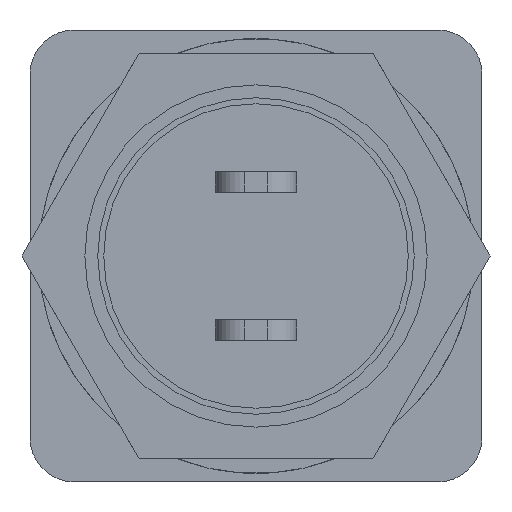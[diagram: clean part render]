
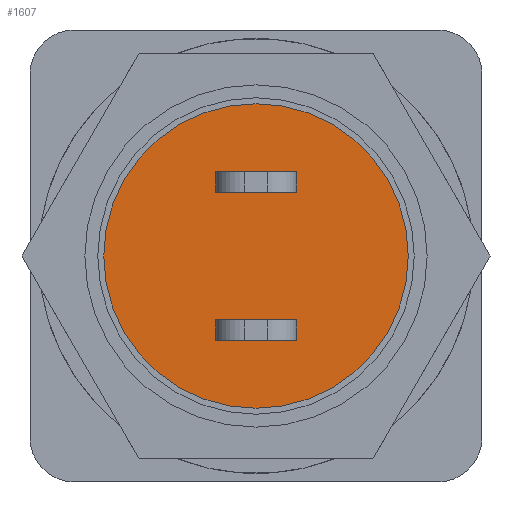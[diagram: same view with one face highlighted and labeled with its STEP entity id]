
A CAD part, front view. The second image highlights one B-rep face of the part: STEP entity #1607.
In plain terms, the highlighted planar face has unit normal (0, -1, 0).
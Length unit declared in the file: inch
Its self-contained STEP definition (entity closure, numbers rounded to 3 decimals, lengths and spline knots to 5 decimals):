
#28=FACE_BOUND('',#560,.T.);
#29=FACE_BOUND('',#561,.T.);
#79=PLANE('',#1799);
#141=LINE('',#2586,#271);
#150=LINE('',#2613,#280);
#156=LINE('',#2626,#286);
#158=LINE('',#2630,#288);
#159=LINE('',#2632,#289);
#160=LINE('',#2635,#290);
#163=LINE('',#2640,#293);
#164=LINE('',#2642,#294);
#271=VECTOR('',#2015,0.3937);
#280=VECTOR('',#2040,0.3937);
#286=VECTOR('',#2054,0.3937);
#288=VECTOR('',#2058,0.3937);
#289=VECTOR('',#2061,0.3937);
#290=VECTOR('',#2064,0.3937);
#293=VECTOR('',#2069,0.3937);
#294=VECTOR('',#2072,0.3937);
#460=FACE_OUTER_BOUND('',#559,.T.);
#559=EDGE_LOOP('',(#1408));
#560=EDGE_LOOP('',(#1409,#1410,#1411,#1412));
#561=EDGE_LOOP('',(#1413,#1414,#1415,#1416));
#646=CIRCLE('',#1797,0.2055);
#720=VERTEX_POINT('',#2583);
#721=VERTEX_POINT('',#2585);
#730=VERTEX_POINT('',#2610);
#731=VERTEX_POINT('',#2612);
#734=VERTEX_POINT('',#2624);
#735=VERTEX_POINT('',#2628);
#736=VERTEX_POINT('',#2634);
#737=VERTEX_POINT('',#2638);
#778=VERTEX_POINT('',#2800);
#885=EDGE_CURVE('',#721,#720,#141,.T.);
#898=EDGE_CURVE('',#731,#730,#150,.T.);
#905=EDGE_CURVE('',#720,#734,#156,.T.);
#907=EDGE_CURVE('',#734,#735,#158,.T.);
#908=EDGE_CURVE('',#735,#721,#159,.T.);
#909=EDGE_CURVE('',#736,#731,#160,.T.);
#912=EDGE_CURVE('',#730,#737,#163,.T.);
#913=EDGE_CURVE('',#737,#736,#164,.T.);
#990=EDGE_CURVE('',#778,#778,#646,.T.);
#1408=ORIENTED_EDGE('',*,*,#990,.T.);
#1409=ORIENTED_EDGE('',*,*,#885,.T.);
#1410=ORIENTED_EDGE('',*,*,#905,.T.);
#1411=ORIENTED_EDGE('',*,*,#907,.T.);
#1412=ORIENTED_EDGE('',*,*,#908,.T.);
#1413=ORIENTED_EDGE('',*,*,#909,.T.);
#1414=ORIENTED_EDGE('',*,*,#898,.T.);
#1415=ORIENTED_EDGE('',*,*,#912,.T.);
#1416=ORIENTED_EDGE('',*,*,#913,.T.);
#1607=ADVANCED_FACE('',(#460,#28,#29),#79,.T.);
#1797=AXIS2_PLACEMENT_3D('',#2801,#2263,#2264);
#1799=AXIS2_PLACEMENT_3D('',#2805,#2268,#2269);
#2015=DIRECTION('',(-1.,0.,0.));
#2040=DIRECTION('',(1.,0.,0.));
#2054=DIRECTION('',(0.,0.,1.));
#2058=DIRECTION('',(1.,0.,0.));
#2061=DIRECTION('',(0.,0.,-1.));
#2064=DIRECTION('',(0.,0.,1.));
#2069=DIRECTION('',(0.,0.,-1.));
#2072=DIRECTION('',(-1.,0.,0.));
#2263=DIRECTION('center_axis',(0.,-1.,0.));
#2264=DIRECTION('ref_axis',(1.,0.,0.));
#2268=DIRECTION('center_axis',(0.,-1.,0.));
#2269=DIRECTION('ref_axis',(0.,0.,-1.));
#2583=CARTESIAN_POINT('',(-0.2245,-0.73076,-0.114));
#2585=CARTESIAN_POINT('',(-0.1145,-0.73076,-0.114));
#2586=CARTESIAN_POINT('',(-0.197,-0.73076,-0.114));
#2610=CARTESIAN_POINT('',(-0.1145,-0.73076,0.114));
#2612=CARTESIAN_POINT('',(-0.2245,-0.73076,0.114));
#2613=CARTESIAN_POINT('',(-0.142,-0.73076,0.114));
#2624=CARTESIAN_POINT('',(-0.2245,-0.73076,-0.086));
#2626=CARTESIAN_POINT('',(-0.2245,-0.73076,-0.043));
#2628=CARTESIAN_POINT('',(-0.1145,-0.73076,-0.086));
#2630=CARTESIAN_POINT('',(-0.142,-0.73076,-0.086));
#2632=CARTESIAN_POINT('',(-0.1145,-0.73076,-0.057));
#2634=CARTESIAN_POINT('',(-0.2245,-0.73076,0.086));
#2635=CARTESIAN_POINT('',(-0.2245,-0.73076,0.057));
#2638=CARTESIAN_POINT('',(-0.1145,-0.73076,0.086));
#2640=CARTESIAN_POINT('',(-0.1145,-0.73076,0.043));
#2642=CARTESIAN_POINT('',(-0.197,-0.73076,0.086));
#2800=CARTESIAN_POINT('',(-0.375,-0.73076,0.));
#2801=CARTESIAN_POINT('Origin',(-0.1695,-0.73076,0.));
#2805=CARTESIAN_POINT('Origin',(-0.1695,-0.73076,0.));
